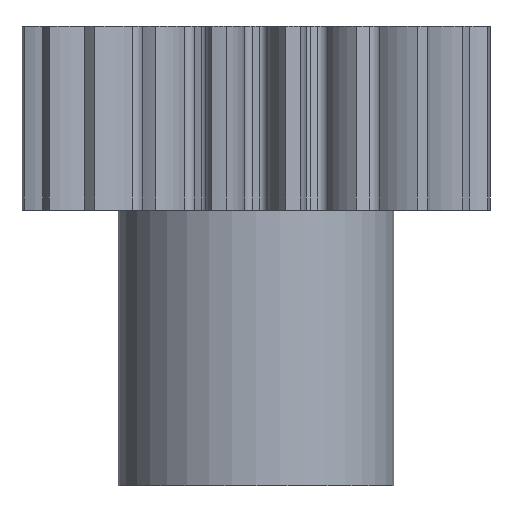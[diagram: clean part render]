
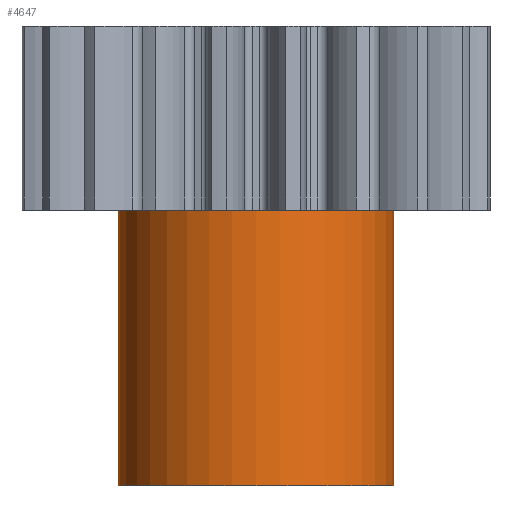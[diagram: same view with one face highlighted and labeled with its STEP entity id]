
A CAD part, front view. The second image highlights one B-rep face of the part: STEP entity #4647.
In plain terms, the highlighted cylindrical face has radius 4.5 mm (diameter 9 mm), a partial arc.
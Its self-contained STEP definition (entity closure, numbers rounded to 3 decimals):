
#404 = CARTESIAN_POINT ( 'NONE',  ( -4.5, 0., 0. ) ) ;
#414 = CARTESIAN_POINT ( 'NONE',  ( 4.5, 0., -9. ) ) ;
#963 = CARTESIAN_POINT ( 'NONE',  ( 0., 0., 0. ) ) ;
#964 = DIRECTION ( 'NONE',  ( 0., 0., 1. ) ) ;
#970 = CIRCLE ( 'NONE', #971, 4.5 ) ;
#971 = AXIS2_PLACEMENT_3D ( 'NONE', #963, #964, #980 ) ;
#980 = DIRECTION ( 'NONE',  ( 1., 0., 0. ) ) ;
#2686 = CARTESIAN_POINT ( 'NONE',  ( 0., 0., -9. ) ) ;
#2687 = AXIS2_PLACEMENT_3D ( 'NONE', #2686, #2703, #2702 ) ;
#2690 = FACE_OUTER_BOUND ( 'NONE', #4608, .T. ) ;
#2692 = CYLINDRICAL_SURFACE ( 'NONE', #2720, 4.5 ) ;
#2696 = CIRCLE ( 'NONE', #2687, 4.5 ) ;
#2702 = DIRECTION ( 'NONE',  ( 1., 0., 0. ) ) ;
#2703 = DIRECTION ( 'NONE',  ( 0., 0., 1. ) ) ;
#2720 = AXIS2_PLACEMENT_3D ( 'NONE', #2751, #2750, #2753 ) ;
#2750 = DIRECTION ( 'NONE',  ( 0., 0., 1. ) ) ;
#2751 = CARTESIAN_POINT ( 'NONE',  ( 0., 0., -9. ) ) ;
#2753 = DIRECTION ( 'NONE',  ( 1., 0., 0. ) ) ;
#2949 = VERTEX_POINT ( 'NONE', #4686 ) ;
#2960 = EDGE_CURVE ( 'NONE', #3222, #2949, #4802, .T. ) ;
#2965 = VERTEX_POINT ( 'NONE', #4792 ) ;
#2968 = EDGE_CURVE ( 'NONE', #2965, #3227, #4794, .T. ) ;
#3222 = VERTEX_POINT ( 'NONE', #414 ) ;
#3227 = VERTEX_POINT ( 'NONE', #404 ) ;
#3531 = EDGE_CURVE ( 'NONE', #3227, #2949, #970, .T. ) ;
#4608 = EDGE_LOOP ( 'NONE', ( #4648, #4619, #4636, #4638 ) ) ;
#4619 = ORIENTED_EDGE ( 'NONE', *, *, #4635, .T. ) ;
#4635 = EDGE_CURVE ( 'NONE', #2965, #3222, #2696, .T. ) ;
#4636 = ORIENTED_EDGE ( 'NONE', *, *, #2960, .T. ) ;
#4638 = ORIENTED_EDGE ( 'NONE', *, *, #3531, .F. ) ;
#4647 = ADVANCED_FACE ( 'NONE', ( #2690 ), #2692, .T. ) ;
#4648 = ORIENTED_EDGE ( 'NONE', *, *, #2968, .F. ) ;
#4686 = CARTESIAN_POINT ( 'NONE',  ( 4.5, 0., 0. ) ) ;
#4792 = CARTESIAN_POINT ( 'NONE',  ( -4.5, 0., -9. ) ) ;
#4793 = CARTESIAN_POINT ( 'NONE',  ( -4.5, 0., -9. ) ) ;
#4794 = LINE ( 'NONE', #4793, #4798 ) ;
#4796 = VECTOR ( 'NONE', #4812, 1000. ) ;
#4797 = DIRECTION ( 'NONE',  ( 0., 0., 1. ) ) ;
#4798 = VECTOR ( 'NONE', #4797, 1000. ) ;
#4802 = LINE ( 'NONE', #4813, #4796 ) ;
#4812 = DIRECTION ( 'NONE',  ( 0., 0., 1. ) ) ;
#4813 = CARTESIAN_POINT ( 'NONE',  ( 4.5, 0., -9. ) ) ;
